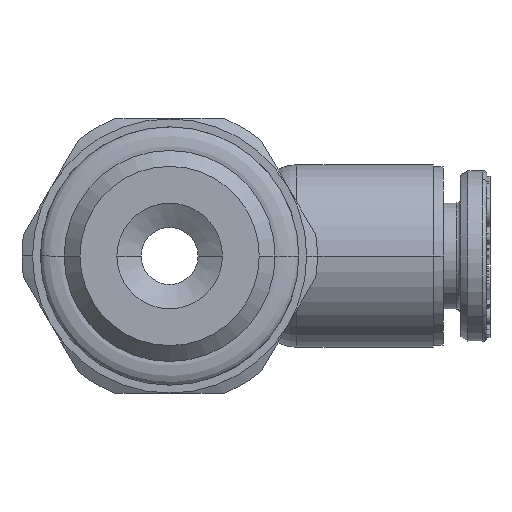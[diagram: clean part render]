
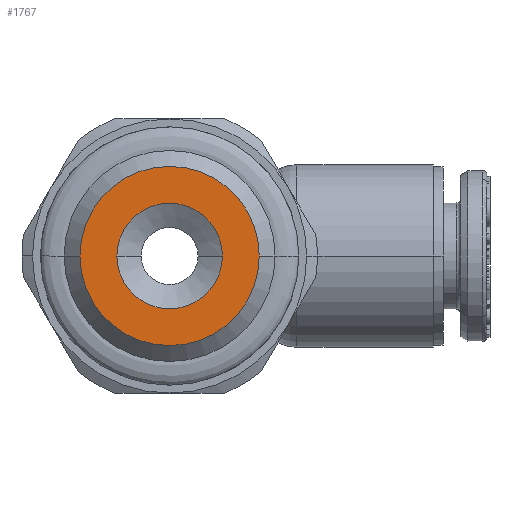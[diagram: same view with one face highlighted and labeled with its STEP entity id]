
A CAD part, left-side view. The second image highlights one B-rep face of the part: STEP entity #1767.
In plain terms, the highlighted planar face has unit normal (-1, 0, 0).
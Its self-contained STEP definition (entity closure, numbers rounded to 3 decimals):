
#1767=ADVANCED_FACE('',(#4754,#4755),#4756,.F.);
#4754=FACE_OUTER_BOUND('',#11433,.T.);
#4755=FACE_BOUND('',#11434,.T.);
#4756=PLANE('',#11435);
#11433=EDGE_LOOP('',(#23045,#23046));
#11434=EDGE_LOOP('',(#23047,#23048));
#11435=AXIS2_PLACEMENT_3D('',#23049,#23050,#23051);
#23045=ORIENTED_EDGE('',*,*,#27750,.F.);
#23046=ORIENTED_EDGE('',*,*,#27751,.T.);
#23047=ORIENTED_EDGE('',*,*,#27752,.F.);
#23048=ORIENTED_EDGE('',*,*,#27749,.F.);
#23049=CARTESIAN_POINT('',(-22.45,0.0,0.0));
#23050=DIRECTION('',(1.0,0.0,0.0));
#23051=DIRECTION('',(0.0,-1.0,0.0));
#27749=EDGE_CURVE('',#33955,#33953,#33957,.T.);
#27750=EDGE_CURVE('',#33958,#33959,#33960,.T.);
#27751=EDGE_CURVE('',#33958,#33959,#33961,.T.);
#27752=EDGE_CURVE('',#33953,#33955,#33962,.T.);
#33953=VERTEX_POINT('',#47898);
#33955=VERTEX_POINT('',#47901);
#33957=CIRCLE('',#47904,2.5);
#33958=VERTEX_POINT('',#47905);
#33959=VERTEX_POINT('',#47906);
#33960=CIRCLE('',#47907,4.25);
#33961=CIRCLE('',#47908,4.25);
#33962=CIRCLE('',#47909,2.5);
#47898=CARTESIAN_POINT('',(-22.45,-2.5,0.0));
#47901=CARTESIAN_POINT('',(-22.45,2.5,0.0));
#47904=AXIS2_PLACEMENT_3D('',#53662,#53663,#53664);
#47905=CARTESIAN_POINT('',(-22.45,4.25,0.0));
#47906=CARTESIAN_POINT('',(-22.45,-4.25,0.0));
#47907=AXIS2_PLACEMENT_3D('',#53665,#53666,#53667);
#47908=AXIS2_PLACEMENT_3D('',#53668,#53669,#53670);
#47909=AXIS2_PLACEMENT_3D('',#53671,#53672,#53673);
#53662=CARTESIAN_POINT('',(-22.45,0.0,0.0));
#53663=DIRECTION('',(-1.0,0.0,0.0));
#53664=DIRECTION('',(0.0,1.0,0.0));
#53665=CARTESIAN_POINT('',(-22.45,0.0,0.0));
#53666=DIRECTION('',(1.0,0.0,0.0));
#53667=DIRECTION('',(0.0,1.0,0.0));
#53668=CARTESIAN_POINT('',(-22.45,0.0,0.0));
#53669=DIRECTION('',(-1.0,0.0,0.0));
#53670=DIRECTION('',(0.0,1.0,0.0));
#53671=CARTESIAN_POINT('',(-22.45,0.0,0.0));
#53672=DIRECTION('',(-1.0,0.0,0.0));
#53673=DIRECTION('',(0.0,-1.0,0.0));
